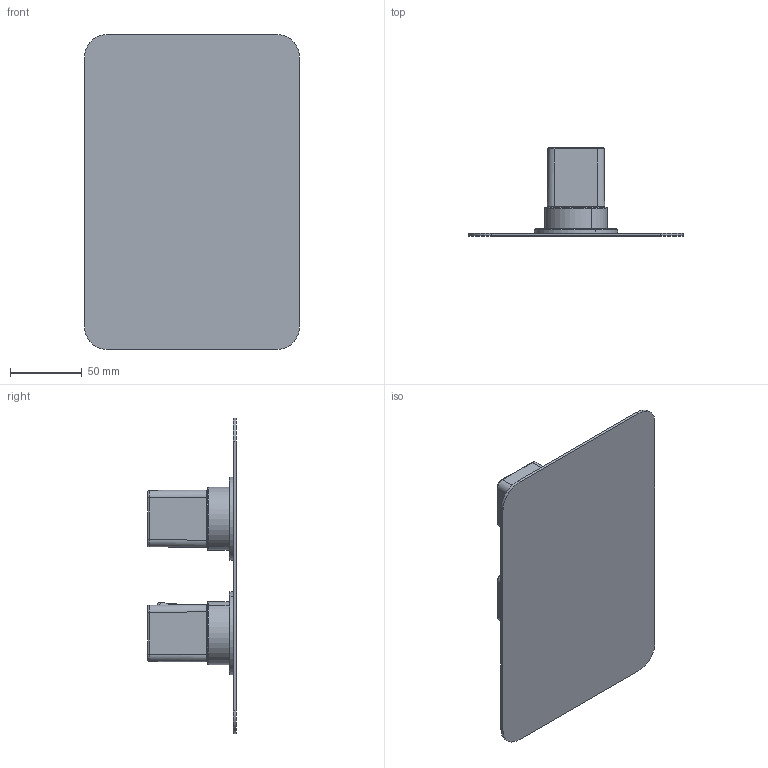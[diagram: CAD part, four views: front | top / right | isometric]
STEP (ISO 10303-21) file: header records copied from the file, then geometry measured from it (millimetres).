
FILE_DESCRIPTION(('CATIA V5 STEP Exchange','CAx-IF Rec.Pracs.--- Model Styling and Organization---1.5--- 2016-08-15','CAx-IF Rec.Pracs.---Supplemental Geometry---1.0---2011-11-01','CAx-IF Rec.Pracs.--- Composite Materials ---3.4---2017-06-13','CAx-IF Rec.Pracs.---Tessellated 3D Geometry---1.0---2015-12-17'),'2;1');
FILE_NAME('CU0BT03021.stp','2021-11-15T08:12:28+00:00',('none'),('none'),'CATIA Version 5-6 Release 2020 SP2','CATIA V5 STEP AP242 v2','none');
FILE_SCHEMA(('AP242_MANAGED_MODEL_BASED_3D_ENGINEERING_MIM_LF {1 0 10303 442 1 1 4}'));
Length unit declared in the file: millimetre
Products named in the file (1): Standard Part 2017
Bounding box: 150 x 61.8 x 220 mm (x, y, z)
Volume: 170829.2 mm3; surface area: 106617.9 mm2
Topology: 3 solids, 3 shells, 621 faces, 1571 edges, 964 vertices
Faces by surface type: cylinder 228, plane 177, bspline 104, torus 64, sphere 24, cone 20, extrusion 4
Entity records: 29185 total; most frequent: CARTESIAN_POINT 16322, ORIENTED_EDGE 3142, DIRECTION 1853, EDGE_CURVE 1571, VERTEX_POINT 964, AXIS2_PLACEMENT_3D 736, VECTOR 675, LINE 671
